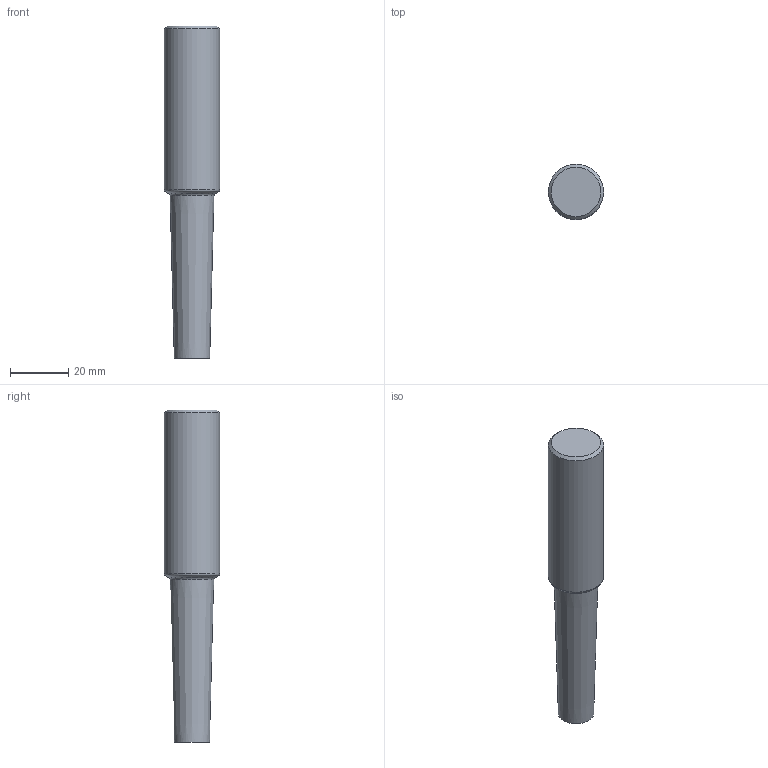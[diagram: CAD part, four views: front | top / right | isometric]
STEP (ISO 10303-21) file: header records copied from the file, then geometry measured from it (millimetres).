
FILE_DESCRIPTION(/* description */ (''),/* implementation_level */ '2;1');
FILE_NAME(/* name */ 'XE12.750J4-4.50-03.0S_Basic.stp',/* time_stamp */ '2022-07-29T16:10:02+06:00',/* author */ (''),/* organization */ (''),/* preprocessor_version */ 'ST-DEVELOPER v16.7',/* originating_system */ 'SIEMENS PLM Software NX 12.0',/* authorisation */ '');
FILE_SCHEMA (('AUTOMOTIVE_DESIGN { 1 0 10303 214 3 1 1 1 }'));
Length unit declared in the file: millimetre
Products named in the file (1): inco4FC439F6rwxs
Bounding box: 19.04 x 19.04 x 114.3 mm (x, y, z)
Volume: 24044 mm3; surface area: 6654.3 mm2
Topology: 1 solids, 1 shells, 25 faces, 59 edges, 36 vertices
Faces by surface type: cone 10, torus 6, bspline 3, plane 3, cylinder 3
Full cylindrical faces by diameter (mm): 5.55 x1, 9.26 x1, 19.043 x1
Entity records: 3179 total; most frequent: CARTESIAN_POINT 2685, DIRECTION 88, ORIENTED_EDGE 76, AXIS2_PLACEMENT_3D 44, EDGE_LOOP 39, EDGE_CURVE 38, FACE_BOUND 32, VERTEX_POINT 32
